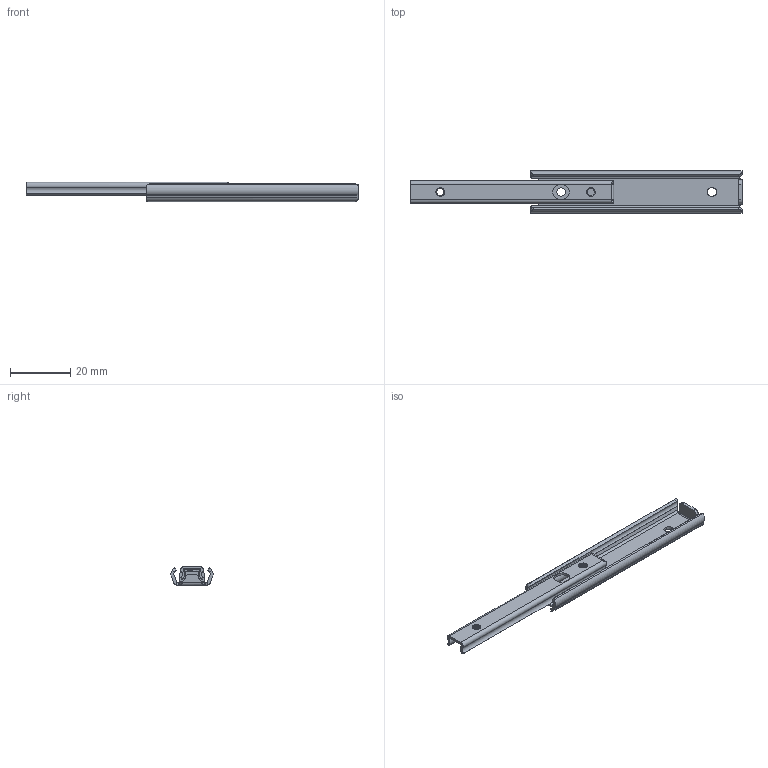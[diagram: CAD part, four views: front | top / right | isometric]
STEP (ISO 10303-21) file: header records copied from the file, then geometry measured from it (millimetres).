
FILE_DESCRIPTION (( 'STEP AP203' ), '1' );
FILE_NAME ('U1421-70.STEP', '2021-02-04T23:38:20', ( '' ), ( '' ), 'SwSTEP 2.0', 'SolidWorks 2019', '' );
FILE_SCHEMA (( 'CONFIG_CONTROL_DESIGN' ));
Length unit declared in the file: millimetre
Products named in the file (3): U1421-70 IM; U1421-70; U1421-70 OM
Assembly tree (2 placements, depth 2):
  U1421-70
    U1421-70 OM
    U1421-70 IM
Bounding box: 110.1 x 13.98 x 6.4 mm (x, y, z)
Volume: 2262.4 mm3; surface area: 5317.5 mm2
Topology: 2 solids, 2 shells, 170 faces, 476 edges, 312 vertices
Faces by surface type: cylinder 95, plane 59, torus 10, bspline 6
Entity records: 7739 total; most frequent: CARTESIAN_POINT 3227, ORIENTED_EDGE 952, DIRECTION 828, EDGE_CURVE 476, VERTEX_POINT 312, AXIS2_PLACEMENT_3D 309, VECTOR 210, LINE 210
